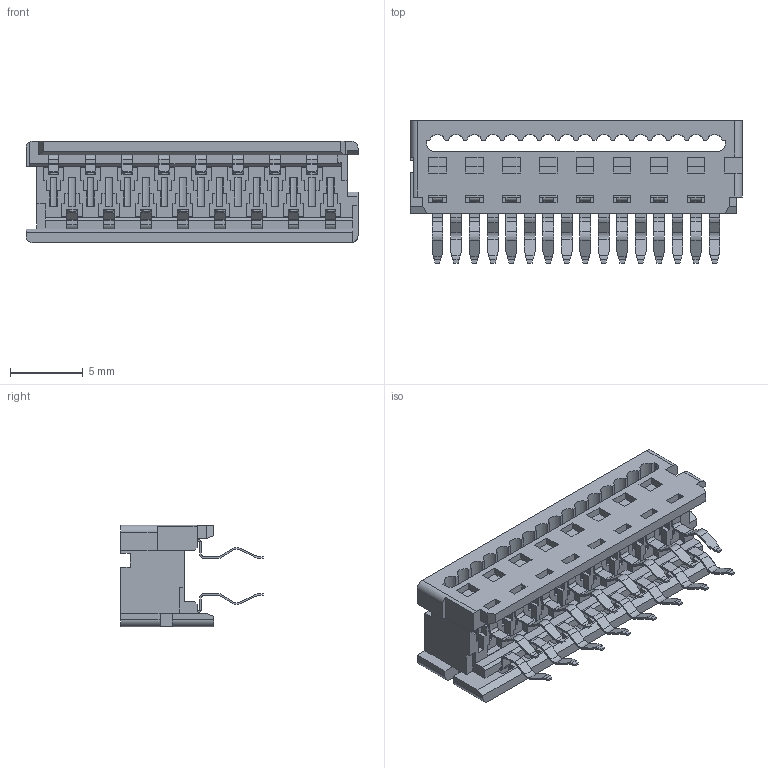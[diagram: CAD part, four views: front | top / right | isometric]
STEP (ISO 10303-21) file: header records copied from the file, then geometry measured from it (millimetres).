
FILE_DESCRIPTION((''),'2;1');
FILE_NAME('905841316','2014-03-26T',('me'),(''),'PRO/ENGINEER BY PARAMETRIC TECHNOLOGY CORPORATION, 2011490','PRO/ENGINEER BY PARAMETRIC TECHNOLOGY CORPORATION, 2011490','');
FILE_SCHEMA(('CONFIG_CONTROL_DESIGN'));
Length unit declared in the file: millimetre
Products named in the file (1): 905841316
Bounding box: 22.83 x 9.8 x 7 mm (x, y, z)
Volume: 539.5 mm3; surface area: 1560.2 mm2
Topology: 1 solids, 1 shells, 1099 faces, 3324 edges, 2204 vertices
Faces by surface type: plane 899, cylinder 200
Entity records: 37031 total; most frequent: CARTESIAN_POINT 6732, ORIENTED_EDGE 6584, DIRECTION 5890, EDGE_CURVE 3292, VECTOR 2830, LINE 2830, VERTEX_POINT 2172, AXIS2_PLACEMENT_3D 1530
